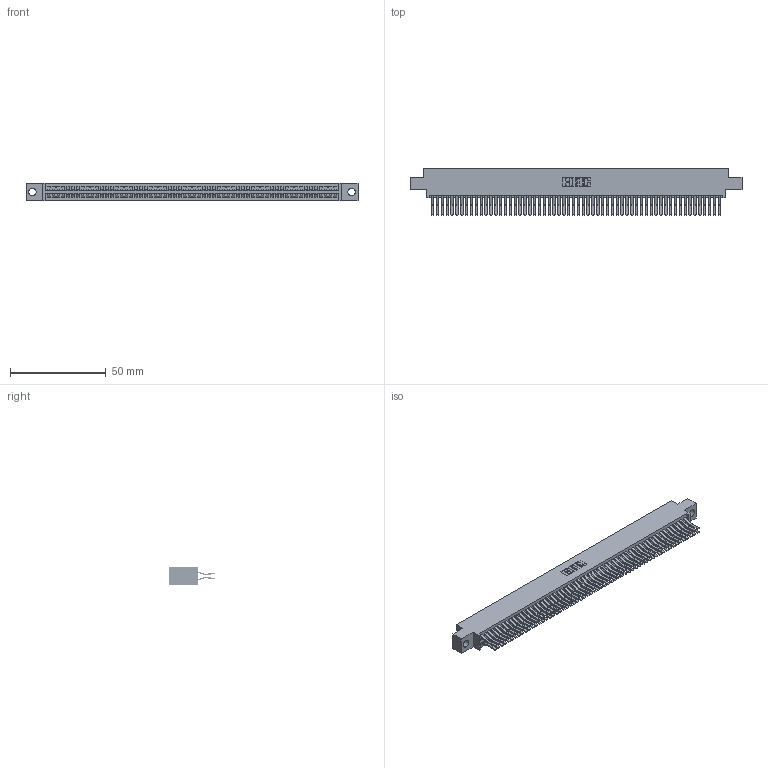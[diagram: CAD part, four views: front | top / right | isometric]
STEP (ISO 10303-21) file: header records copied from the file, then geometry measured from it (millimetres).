
FILE_DESCRIPTION (( 'STEP AP203' ), '1' );
FILE_NAME ('395-120-560-804.STEP', '2021-06-17T21:11:00', ( '' ), ( '' ), 'SwSTEP 2.0', 'SolidWorks 2020', '' );
FILE_SCHEMA (( 'CONFIG_CONTROL_DESIGN' ));
Length unit declared in the file: inch
Products named in the file (3): 345-292-001_560 Tail; 395-120-560-804; 345 Part_0.170 Offset - 0.156 Dia-TI
Assembly tree (121 placements, depth 2):
  395-120-560-804
    345 Part_0.170 Offset - 0.156 Dia-TI
    345-292-001_560 Tail  x120
Bounding box: 173.61 x 24.45 x 9.4 mm (x, y, z)
Volume: 17598.9 mm3; surface area: 28380.7 mm2
Topology: 121 solids, 121 shells, 6384 faces, 18989 edges, 12498 vertices
Faces by surface type: plane 4058, cylinder 2326
Entity records: 45293 total; most frequent: CARTESIAN_POINT 7582, ORIENTED_EDGE 7514, DIRECTION 6665, EDGE_CURVE 3757, VECTOR 3381, LINE 3381, VERTEX_POINT 2502, AXIS2_PLACEMENT_3D 1642
